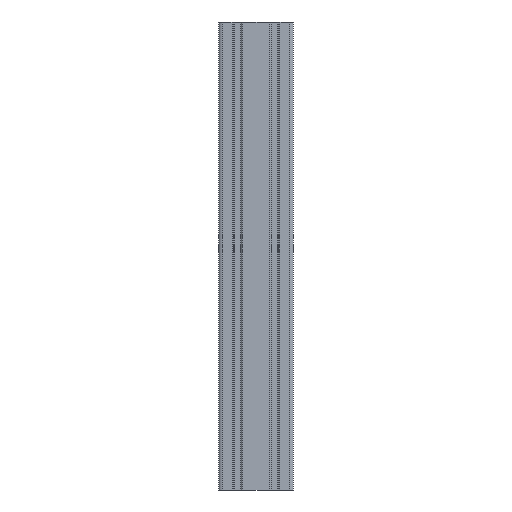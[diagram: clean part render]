
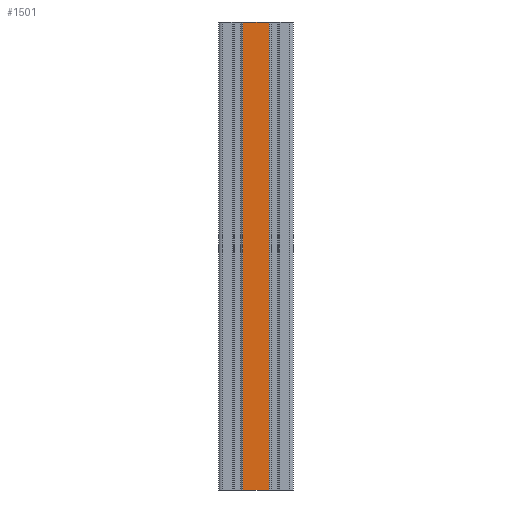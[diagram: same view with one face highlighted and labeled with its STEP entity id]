
A CAD part, front view. The second image highlights one B-rep face of the part: STEP entity #1501.
In plain terms, the highlighted planar face has unit normal (0, -1, 0).
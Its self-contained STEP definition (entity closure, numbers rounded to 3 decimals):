
#1307 = CARTESIAN_POINT ( 'NONE',  ( -7739.887, -6499.035, 500. ) ) ;
#1455 = EDGE_LOOP ( 'NONE', ( #1466, #1527, #1522, #1469 ) ) ;
#1466 = ORIENTED_EDGE ( 'NONE', *, *, #3845, .T. ) ;
#1469 = ORIENTED_EDGE ( 'NONE', *, *, #1511, .T. ) ;
#1500 = EDGE_CURVE ( 'NONE', #3079, #3839, #4365, .T. ) ;
#1501 = ADVANCED_FACE ( 'NONE', ( #4318 ), #4357, .F. ) ;
#1511 = EDGE_CURVE ( 'NONE', #3037, #3838, #4350, .T. ) ;
#1522 = ORIENTED_EDGE ( 'NONE', *, *, #3148, .F. ) ;
#1527 = ORIENTED_EDGE ( 'NONE', *, *, #1500, .F. ) ;
#3037 = VERTEX_POINT ( 'NONE', #1307 ) ;
#3079 = VERTEX_POINT ( 'NONE', #5712 ) ;
#3148 = EDGE_CURVE ( 'NONE', #3037, #3079, #5870, .T. ) ;
#3838 = VERTEX_POINT ( 'NONE', #6854 ) ;
#3839 = VERTEX_POINT ( 'NONE', #6149 ) ;
#3845 = EDGE_CURVE ( 'NONE', #3838, #3839, #7156, .T. ) ;
#4318 = FACE_OUTER_BOUND ( 'NONE', #1455, .T. ) ;
#4329 = CARTESIAN_POINT ( 'NONE',  ( -7739.887, -6499.035, 500. ) ) ;
#4350 = LINE ( 'NONE', #4396, #4395 ) ;
#4351 = DIRECTION ( 'NONE',  ( 0., 0., 1. ) ) ;
#4352 = DIRECTION ( 'NONE',  ( 0., 1., 0. ) ) ;
#4357 = PLANE ( 'NONE',  #4369 ) ;
#4358 = DIRECTION ( 'NONE',  ( 0., 0., -1. ) ) ;
#4359 = VECTOR ( 'NONE', #4358, 1000. ) ;
#4360 = CARTESIAN_POINT ( 'NONE',  ( -7711.087, -6499.035, 500. ) ) ;
#4365 = LINE ( 'NONE', #4360, #4359 ) ;
#4369 = AXIS2_PLACEMENT_3D ( 'NONE', #4329, #4352, #4351 ) ;
#4394 = DIRECTION ( 'NONE',  ( 0., 0., -1. ) ) ;
#4395 = VECTOR ( 'NONE', #4394, 1000. ) ;
#4396 = CARTESIAN_POINT ( 'NONE',  ( -7739.887, -6499.035, 500. ) ) ;
#5712 = CARTESIAN_POINT ( 'NONE',  ( -7711.087, -6499.035, 500. ) ) ;
#5867 = DIRECTION ( 'NONE',  ( 1., 0., 0. ) ) ;
#5868 = VECTOR ( 'NONE', #5867, 1000. ) ;
#5869 = CARTESIAN_POINT ( 'NONE',  ( -7739.887, -6499.035, 500. ) ) ;
#5870 = LINE ( 'NONE', #5869, #5868 ) ;
#6149 = CARTESIAN_POINT ( 'NONE',  ( -7711.087, -6499.035, 0. ) ) ;
#6854 = CARTESIAN_POINT ( 'NONE',  ( -7739.887, -6499.035, 0. ) ) ;
#7153 = DIRECTION ( 'NONE',  ( 1., 0., 0. ) ) ;
#7154 = VECTOR ( 'NONE', #7153, 1000. ) ;
#7155 = CARTESIAN_POINT ( 'NONE',  ( -7739.887, -6499.035, 0. ) ) ;
#7156 = LINE ( 'NONE', #7155, #7154 ) ;
